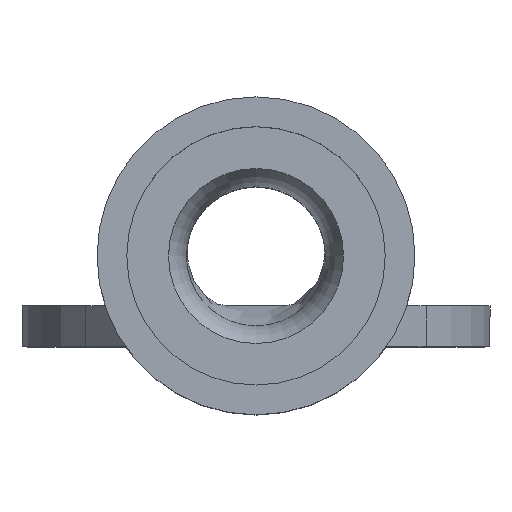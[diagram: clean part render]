
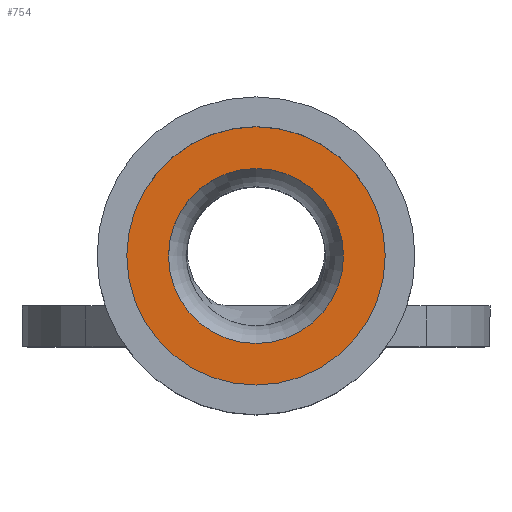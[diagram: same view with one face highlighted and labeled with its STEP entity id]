
A CAD part, top view. The second image highlights one B-rep face of the part: STEP entity #754.
In plain terms, the highlighted planar face has unit normal (0, 0, 1).
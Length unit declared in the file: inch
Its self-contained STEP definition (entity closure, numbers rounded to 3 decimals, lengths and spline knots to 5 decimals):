
#130=PLANE($,#832);
#169=FACE_BOUND($,#278,.T.);
#170=FACE_BOUND($,#279,.T.);
#278=EDGE_LOOP($,(#688));
#279=EDGE_LOOP($,(#689));
#317=CIRCLE($,#821,0.08675);
#322=CIRCLE($,#831,0.05875);
#394=VERTEX_POINT($,#1707);
#399=VERTEX_POINT($,#1722);
#495=EDGE_CURVE($,#394,#394,#317,.T.);
#500=EDGE_CURVE($,#399,#399,#322,.T.);
#688=ORIENTED_EDGE($,*,*,#500,.T.);
#689=ORIENTED_EDGE($,*,*,#495,.F.);
#754=ADVANCED_FACE($,(#169,#170),#130,.T.);
#821=AXIS2_PLACEMENT_3D($,#1708,#980,#981);
#831=AXIS2_PLACEMENT_3D($,#1723,#1000,#1001);
#832=AXIS2_PLACEMENT_3D($,#1724,#1002,#1003);
#980=DIRECTION('center_axis',(0.,0.,-1.));
#981=DIRECTION('ref_axis',(1.,0.,0.));
#1000=DIRECTION('center_axis',(0.,0.,-1.));
#1001=DIRECTION('ref_axis',(1.,0.,0.));
#1002=DIRECTION('center_axis',(0.,0.,1.));
#1003=DIRECTION('ref_axis',(1.,0.,0.));
#1707=CARTESIAN_POINT('',(-0.08675,0.,0.31916));
#1708=CARTESIAN_POINT('Origin',(0.,0.,0.31916));
#1722=CARTESIAN_POINT('',(-0.05875,0.,0.31916));
#1723=CARTESIAN_POINT('Origin',(0.,0.,0.31916));
#1724=CARTESIAN_POINT('Origin',(-0.08675,0.,0.31916));
